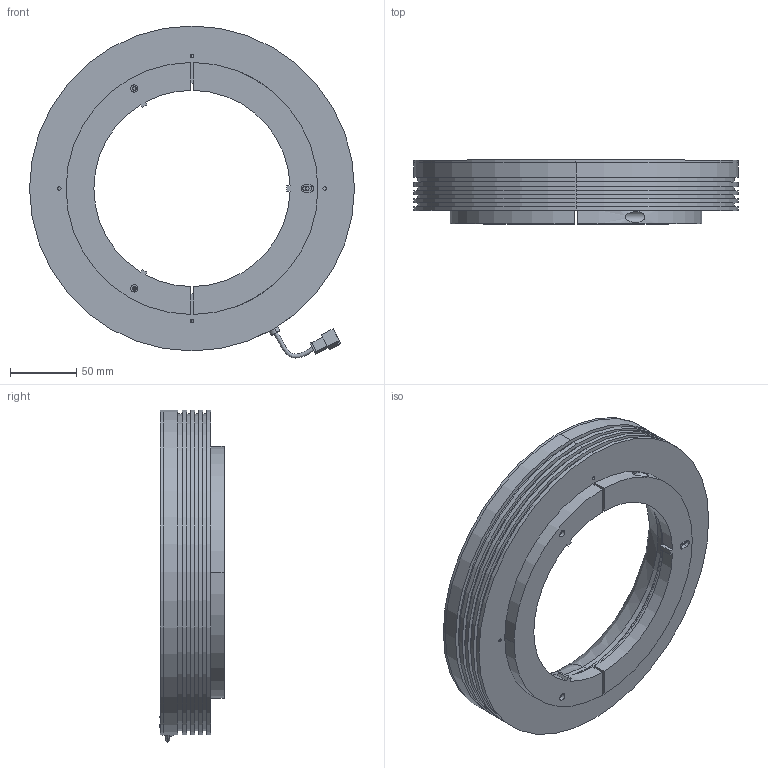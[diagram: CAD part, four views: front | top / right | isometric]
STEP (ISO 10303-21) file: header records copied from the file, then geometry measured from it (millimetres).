
FILE_DESCRIPTION (( 'STEP AP214' ), '1' );
FILE_NAME ('LTRN245X35.STEP', '2013-04-05T13:37:05', ( 'Work' ), ( '' ), 'SwSTEP 2.0', 'SolidWorks 2012', '' );
FILE_SCHEMA (( 'AUTOMOTIVE_DESIGN' ));
Length unit declared in the file: millimetre
Products named in the file (1): LTRN245X35
Bounding box: 245 x 48.35 x 250.34 mm (x, y, z)
Surface area: 163088.2 mm2 (no closed solid volume)
Topology: 0 solids, 7 shells, 172 faces, 491 edges, 336 vertices
Faces by surface type: plane 89, cylinder 79, bspline 4
Entity records: 8624 total; most frequent: CARTESIAN_POINT 2072, DIRECTION 981, ORIENTED_EDGE 902, EDGE_CURVE 491, AXIS2_PLACEMENT_3D 345, VERTEX_POINT 336, LINE 291, VECTOR 291
